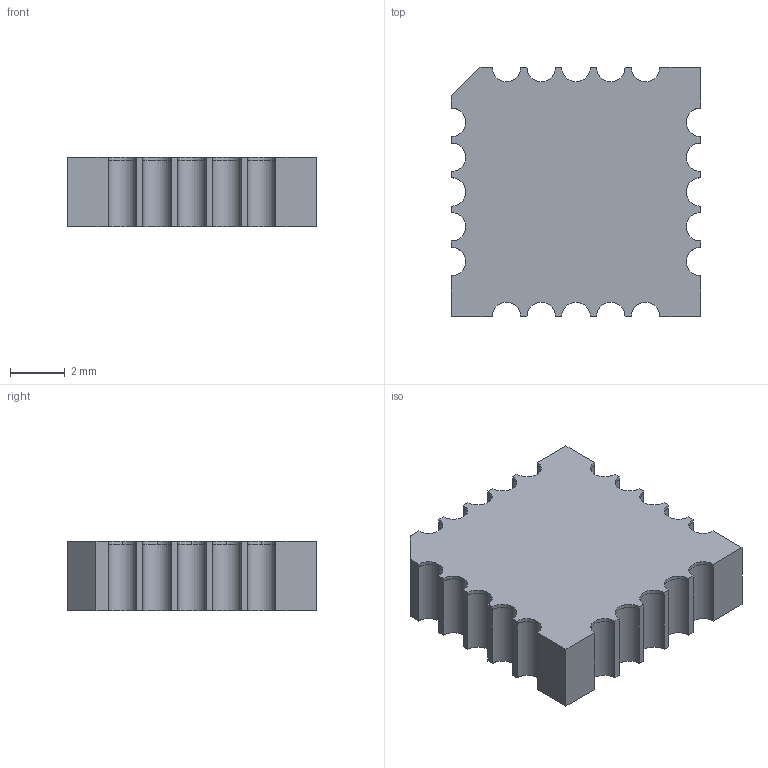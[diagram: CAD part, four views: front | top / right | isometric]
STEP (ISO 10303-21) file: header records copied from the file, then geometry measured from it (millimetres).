
FILE_DESCRIPTION(('Open CASCADE Model'),'2;1');
FILE_NAME('Open CASCADE Shape Model','2021-11-25T09:59:42',('Author'),( 'Open CASCADE'),'Open CASCADE STEP processor 6.8','Open CASCADE 6.8' ,'Unknown');
FILE_SCHEMA(('AUTOMOTIVE_DESIGN_CC2 { 1 2 10303 214 -1 1 5 4 }'));
Length unit declared in the file: millimetre
Products named in the file (43): LCC127P889X889X254-20N.step; Open CASCADE STEP translator 6.8 1.1; Open CASCADE STEP translator 6.8 1.1.1; Open CASCADE STEP translator 6.8 1.2; Open CASCADE STEP translator 6.8 1.2.1; Open CASCADE STEP translator 6.8 1.3; Open CASCADE STEP translator 6.8 1.3.1; Open CASCADE STEP translator 6.8 1.4; Open CASCADE STEP translator 6.8 1.4.1; Open CASCADE STEP translator 6.8 1.5; Open CASCADE STEP translator 6.8 1.5.1; Open CASCADE STEP translator 6.8 1.6; Open CASCADE STEP translator 6.8 1.6.1; Open CASCADE STEP translator 6.8 1.7; Open CASCADE STEP translator 6.8 1.7.1; Open CASCADE STEP translator 6.8 1.8; Open CASCADE STEP translator 6.8 1.8.1; Open CASCADE STEP translator 6.8 1.9; Open CASCADE STEP translator 6.8 1.9.1; Open CASCADE STEP translator 6.8 1.10; Open CASCADE STEP translator 6.8 1.10.1; Open CASCADE STEP translator 6.8 1.11; Open CASCADE STEP translator 6.8 1.11.1; Open CASCADE STEP translator 6.8 1.12; Open CASCADE STEP translator 6.8 1.12.1; Open CASCADE STEP translator 6.8 1.13; Open CASCADE STEP translator 6.8 1.13.1; Open CASCADE STEP translator 6.8 1.14; Open CASCADE STEP translator 6.8 1.14.1; Open CASCADE STEP translator 6.8 1.15; Open CASCADE STEP translator 6.8 1.15.1; Open CASCADE STEP translator 6.8 1.16; Open CASCADE STEP translator 6.8 1.16.1; Open CASCADE STEP translator 6.8 1.17; Open CASCADE STEP translator 6.8 1.17.1; Open CASCADE STEP translator 6.8 1.18; Open CASCADE STEP translator 6.8 1.18.1; Open CASCADE STEP translator 6.8 1.19; Open CASCADE STEP translator 6.8 1.19.1; Open CASCADE STEP translator 6.8 1.20 ...
Assembly tree (42 placements, depth 3):
  LCC127P889X889X254-20N.step
    Open CASCADE STEP translator 6.8 1.1
      Open CASCADE STEP translator 6.8 1.1.1
    Open CASCADE STEP translator 6.8 1.2
      Open CASCADE STEP translator 6.8 1.2.1
    Open CASCADE STEP translator 6.8 1.3
      Open CASCADE STEP translator 6.8 1.3.1
    Open CASCADE STEP translator 6.8 1.4
      Open CASCADE STEP translator 6.8 1.4.1
    Open CASCADE STEP translator 6.8 1.5
      Open CASCADE STEP translator 6.8 1.5.1
    Open CASCADE STEP translator 6.8 1.6
      Open CASCADE STEP translator 6.8 1.6.1
    Open CASCADE STEP translator 6.8 1.7
      Open CASCADE STEP translator 6.8 1.7.1
    Open CASCADE STEP translator 6.8 1.8
      Open CASCADE STEP translator 6.8 1.8.1
    Open CASCADE STEP translator 6.8 1.9
      Open CASCADE STEP translator 6.8 1.9.1
    Open CASCADE STEP translator 6.8 1.10
      Open CASCADE STEP translator 6.8 1.10.1
    Open CASCADE STEP translator 6.8 1.11
      Open CASCADE STEP translator 6.8 1.11.1
    Open CASCADE STEP translator 6.8 1.12
      Open CASCADE STEP translator 6.8 1.12.1
    Open CASCADE STEP translator 6.8 1.13
      Open CASCADE STEP translator 6.8 1.13.1
    Open CASCADE STEP translator 6.8 1.14
      Open CASCADE STEP translator 6.8 1.14.1
    Open CASCADE STEP translator 6.8 1.15
      Open CASCADE STEP translator 6.8 1.15.1
    Open CASCADE STEP translator 6.8 1.16
      Open CASCADE STEP translator 6.8 1.16.1
    Open CASCADE STEP translator 6.8 1.17
      Open CASCADE STEP translator 6.8 1.17.1
    Open CASCADE STEP translator 6.8 1.18
      Open CASCADE STEP translator 6.8 1.18.1
    Open CASCADE STEP translator 6.8 1.19
      Open CASCADE STEP translator 6.8 1.19.1
    Open CASCADE STEP translator 6.8 1.20
      Open CASCADE STEP translator 6.8 1.20.1
    Body
      Open CASCADE STEP translator 6.8 1.21.1
Bounding box: 9.09 x 9.09 x 2.54 mm (x, y, z)
Volume: 186.9 mm3; surface area: 688.6 mm2
Topology: 21 solids, 21 shells, 252 faces, 590 edges, 380 vertices
Faces by surface type: plane 207, cylinder 45
Entity records: 15632 total; most frequent: CARTESIAN_POINT 2505, DIRECTION 2390, LINE 1530, VECTOR 1530, ORIENTED_EDGE 1180, PCURVE 1180, DEFINITIONAL_REPRESENTATION 1180, EDGE_CURVE 590
